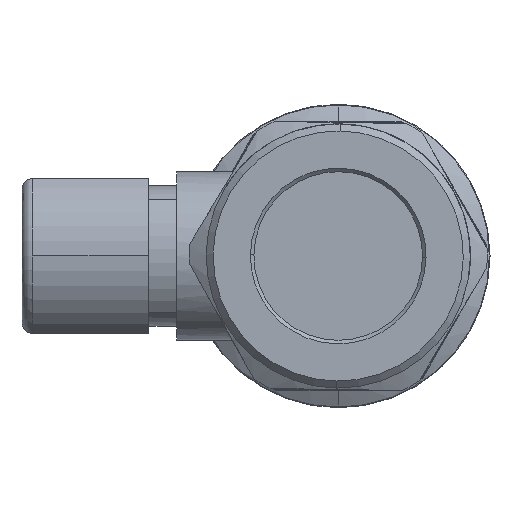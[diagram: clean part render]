
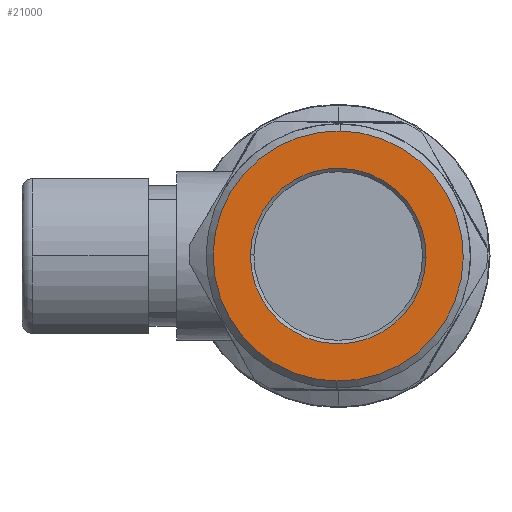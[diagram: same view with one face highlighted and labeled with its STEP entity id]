
A CAD part, left-side view. The second image highlights one B-rep face of the part: STEP entity #21000.
In plain terms, the highlighted planar face has unit normal (-1, 0, 0).
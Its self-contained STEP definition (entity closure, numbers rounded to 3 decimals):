
#442 = AXIS2_PLACEMENT_3D ( 'NONE', #28731, #28732, #28733 ) ;
#443 = AXIS2_PLACEMENT_3D ( 'NONE', #28734, #28735, #28736 ) ;
#501 = AXIS2_PLACEMENT_3D ( 'NONE', #31696, #31698, #31700 ) ;
#502 = AXIS2_PLACEMENT_3D ( 'NONE', #31710, #31712, #31714 ) ;
#19587 = CIRCLE ( 'NONE', #443, 6.25 ) ;
#19594 = CIRCLE ( 'NONE', #442, 8.9 ) ;
#19778 = CIRCLE ( 'NONE', #501, 6.25 ) ;
#19787 = CIRCLE ( 'NONE', #502, 8.9 ) ;
#21000 = ADVANCED_FACE ( 'NONE', ( #35049, #35044 ), #34397, .T. ) ;
#23200 = EDGE_LOOP ( 'NONE', ( #44811, #44812 ) ) ;
#23215 = EDGE_LOOP ( 'NONE', ( #44813, #44814 ) ) ;
#28731 = CARTESIAN_POINT ( 'NONE',  ( -26.27, 0., 0. ) ) ;
#28732 = DIRECTION ( 'NONE',  ( 1., 0., 0. ) ) ;
#28733 = DIRECTION ( 'NONE',  ( 0., 0.015, -1. ) ) ;
#28734 = CARTESIAN_POINT ( 'NONE',  ( -26.27, 0., 0. ) ) ;
#28735 = DIRECTION ( 'NONE',  ( -1., 0., 0. ) ) ;
#28736 = DIRECTION ( 'NONE',  ( 0., -1., -0.015 ) ) ;
#31696 = CARTESIAN_POINT ( 'NONE',  ( -26.27, 0., 0. ) ) ;
#31698 = DIRECTION ( 'NONE',  ( -1., 0., 0. ) ) ;
#31700 = DIRECTION ( 'NONE',  ( 0., -1., -0.015 ) ) ;
#31710 = CARTESIAN_POINT ( 'NONE',  ( -26.27, 0., 0. ) ) ;
#31712 = DIRECTION ( 'NONE',  ( 1., 0., 0. ) ) ;
#31714 = DIRECTION ( 'NONE',  ( 0., 0.015, -1. ) ) ;
#32392 = CARTESIAN_POINT ( 'NONE',  ( -26.27, -6.249, -0.095 ) ) ;
#32393 = CARTESIAN_POINT ( 'NONE',  ( -26.27, -0.136, 8.899 ) ) ;
#32396 = CARTESIAN_POINT ( 'NONE',  ( -26.27, 6.249, 0.095 ) ) ;
#32418 = CARTESIAN_POINT ( 'NONE',  ( -26.27, 0.136, -8.899 ) ) ;
#34391 = DIRECTION ( 'NONE',  ( -1., 0., 0. ) ) ;
#34393 = CARTESIAN_POINT ( 'NONE',  ( -26.27, 8.899, 0.136 ) ) ;
#34397 = PLANE ( 'NONE',  #49076 ) ;
#34400 = DIRECTION ( 'NONE',  ( 0., -0.015, 1. ) ) ;
#35044 = FACE_BOUND ( 'NONE', #23215, .T. ) ;
#35049 = FACE_OUTER_BOUND ( 'NONE', #23200, .T. ) ;
#44811 = ORIENTED_EDGE ( 'NONE', *, *, #66122, .F. ) ;
#44812 = ORIENTED_EDGE ( 'NONE', *, *, #65680, .F. ) ;
#44813 = ORIENTED_EDGE ( 'NONE', *, *, #65682, .F. ) ;
#44814 = ORIENTED_EDGE ( 'NONE', *, *, #66120, .F. ) ;
#49076 = AXIS2_PLACEMENT_3D ( 'NONE', #34393, #34391, #34400 ) ;
#65680 = EDGE_CURVE ( 'NONE', #67885, #67910, #19594, .T. ) ;
#65682 = EDGE_CURVE ( 'NONE', #67884, #67888, #19587, .T. ) ;
#66120 = EDGE_CURVE ( 'NONE', #67888, #67884, #19778, .T. ) ;
#66122 = EDGE_CURVE ( 'NONE', #67910, #67885, #19787, .T. ) ;
#67884 = VERTEX_POINT ( 'NONE', #32392 ) ;
#67885 = VERTEX_POINT ( 'NONE', #32393 ) ;
#67888 = VERTEX_POINT ( 'NONE', #32396 ) ;
#67910 = VERTEX_POINT ( 'NONE', #32418 ) ;
